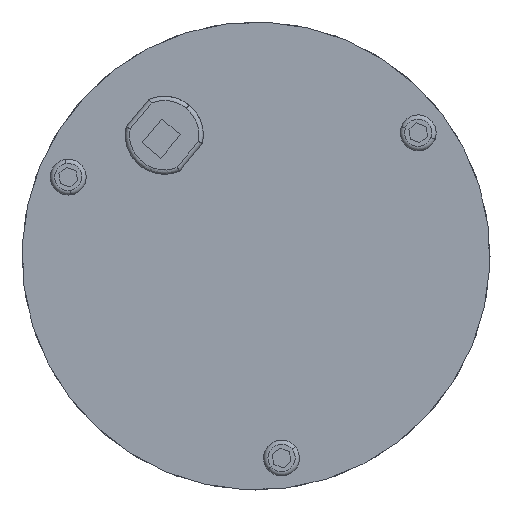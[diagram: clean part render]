
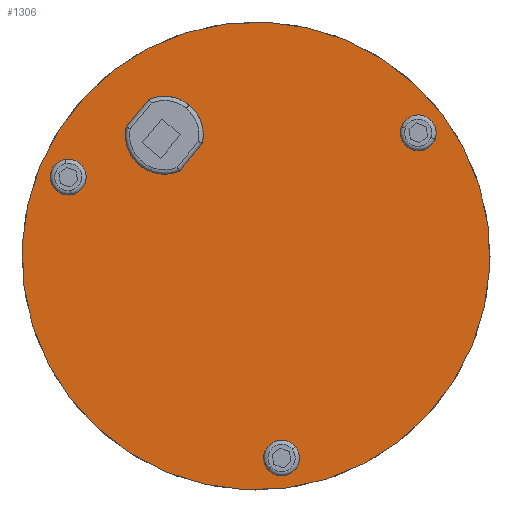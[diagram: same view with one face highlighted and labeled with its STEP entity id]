
A CAD part, front view. The second image highlights one B-rep face of the part: STEP entity #1306.
In plain terms, the highlighted face is planar.
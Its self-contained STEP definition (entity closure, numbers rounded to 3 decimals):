
#142 = DIRECTION ( 'NONE',  ( 0., 0., 1. ) ) ;
#149 = DIRECTION ( 'NONE',  ( -1., 0., 0. ) ) ;
#159 = CARTESIAN_POINT ( 'NONE',  ( 16.5, 47., 0. ) ) ;
#482 = DIRECTION ( 'NONE',  ( 0., 0., 1. ) ) ;
#602 = DIRECTION ( 'NONE',  ( 0., 0., 1. ) ) ;
#611 = DIRECTION ( 'NONE',  ( -1., 0., 0. ) ) ;
#622 = CARTESIAN_POINT ( 'NONE',  ( 16.5, -23.5, -40.703 ) ) ;
#1013 = DIRECTION ( 'NONE',  ( 0., 0., 1. ) ) ;
#1023 = DIRECTION ( 'NONE',  ( -1., 0., 0. ) ) ;
#1025 = CARTESIAN_POINT ( 'NONE',  ( 16.5, 0., 0. ) ) ;
#1049 = AXIS2_PLACEMENT_3D ( 'NONE', #4311, #4202, #4158 ) ;
#1196 = VERTEX_POINT ( 'NONE', #4444 ) ;
#1239 = DIRECTION ( 'NONE',  ( 0., 0., 1. ) ) ;
#1248 = DIRECTION ( 'NONE',  ( -1., 0., 0. ) ) ;
#1250 = CARTESIAN_POINT ( 'NONE',  ( 16.5, -30.311, -17.5 ) ) ;
#1306 = ADVANCED_FACE ( 'NONE', ( #7722, #8597, #7831, #8947, #7622 ), #3544, .F. ) ;
#1321 = CARTESIAN_POINT ( 'NONE',  ( 16.5, -23.5, -37.953 ) ) ;
#1325 = EDGE_CURVE ( 'NONE', #4070, #3393, #8485, .T. ) ;
#1691 = CARTESIAN_POINT ( 'NONE',  ( 16.5, -30.311, -25.5 ) ) ;
#1773 = CIRCLE ( 'NONE', #2462, 2.75 ) ;
#1918 = CARTESIAN_POINT ( 'NONE',  ( 16.5, 47., 2.75 ) ) ;
#1943 = EDGE_CURVE ( 'NONE', #4210, #5059, #9008, .T. ) ;
#1975 = CIRCLE ( 'NONE', #9280, 8. ) ;
#2150 = CIRCLE ( 'NONE', #3550, 2.75 ) ;
#2198 = EDGE_LOOP ( 'NONE', ( #6639, #4439 ) ) ;
#2215 = EDGE_LOOP ( 'NONE', ( #5506, #5712 ) ) ;
#2239 = VERTEX_POINT ( 'NONE', #5099 ) ;
#2295 = EDGE_LOOP ( 'NONE', ( #4889, #7084 ) ) ;
#2418 = CARTESIAN_POINT ( 'NONE',  ( 16.5, 0., 54. ) ) ;
#2452 = EDGE_LOOP ( 'NONE', ( #6889, #7362 ) ) ;
#2462 = AXIS2_PLACEMENT_3D ( 'NONE', #5378, #5363, #5361 ) ;
#2786 = EDGE_LOOP ( 'NONE', ( #7901, #5874 ) ) ;
#2902 = CIRCLE ( 'NONE', #4945, 2.75 ) ;
#3391 = DIRECTION ( 'NONE',  ( 0., 0., 1. ) ) ;
#3393 = VERTEX_POINT ( 'NONE', #5703 ) ;
#3403 = DIRECTION ( 'NONE',  ( -1., 0., 0. ) ) ;
#3405 = CARTESIAN_POINT ( 'NONE',  ( 16.5, -23.5, 40.703 ) ) ;
#3445 = CIRCLE ( 'NONE', #4436, 54. ) ;
#3457 = CIRCLE ( 'NONE', #9137, 2.75 ) ;
#3458 = EDGE_CURVE ( 'NONE', #2239, #8108, #1773, .T. ) ;
#3544 = PLANE ( 'NONE',  #7979 ) ;
#3550 = AXIS2_PLACEMENT_3D ( 'NONE', #5683, #5089, #482 ) ;
#3569 = CARTESIAN_POINT ( 'NONE',  ( 16.5, 0., -54. ) ) ;
#3598 = DIRECTION ( 'NONE',  ( -1., 0., 0. ) ) ;
#3611 = DIRECTION ( 'NONE',  ( 0., 0., 1. ) ) ;
#3634 = DIRECTION ( 'NONE',  ( 0., 0., 1. ) ) ;
#3644 = DIRECTION ( 'NONE',  ( -1., 0., 0. ) ) ;
#3650 = CARTESIAN_POINT ( 'NONE',  ( 16.5, -23.5, -40.703 ) ) ;
#3665 = CARTESIAN_POINT ( 'NONE',  ( 16.5, -23.5, -43.453 ) ) ;
#3680 = CARTESIAN_POINT ( 'NONE',  ( 16.5, 0., 0. ) ) ;
#3684 = DIRECTION ( 'NONE',  ( -1., 0., 0. ) ) ;
#3705 = DIRECTION ( 'NONE',  ( 0., 0., 1. ) ) ;
#3716 = CARTESIAN_POINT ( 'NONE',  ( 16.5, 47., -2.75 ) ) ;
#3797 = VERTEX_POINT ( 'NONE', #3665 ) ;
#3851 = EDGE_CURVE ( 'NONE', #8108, #2239, #6340, .T. ) ;
#4070 = VERTEX_POINT ( 'NONE', #2418 ) ;
#4071 = CIRCLE ( 'NONE', #1049, 8. ) ;
#4158 = DIRECTION ( 'NONE',  ( 0., 0., 1. ) ) ;
#4202 = DIRECTION ( 'NONE',  ( -1., 0., 0. ) ) ;
#4210 = VERTEX_POINT ( 'NONE', #1918 ) ;
#4311 = CARTESIAN_POINT ( 'NONE',  ( 16.5, -30.311, -17.5 ) ) ;
#4436 = AXIS2_PLACEMENT_3D ( 'NONE', #1025, #1023, #1013 ) ;
#4439 = ORIENTED_EDGE ( 'NONE', *, *, #3851, .T. ) ;
#4444 = CARTESIAN_POINT ( 'NONE',  ( 16.5, -30.311, -9.5 ) ) ;
#4472 = EDGE_CURVE ( 'NONE', #6880, #3797, #2902, .T. ) ;
#4889 = ORIENTED_EDGE ( 'NONE', *, *, #4472, .T. ) ;
#4945 = AXIS2_PLACEMENT_3D ( 'NONE', #622, #611, #602 ) ;
#4993 = EDGE_CURVE ( 'NONE', #1196, #6753, #4071, .T. ) ;
#5059 = VERTEX_POINT ( 'NONE', #3716 ) ;
#5089 = DIRECTION ( 'NONE',  ( -1., 0., 0. ) ) ;
#5096 = AXIS2_PLACEMENT_3D ( 'NONE', #3680, #3684, #3705 ) ;
#5099 = CARTESIAN_POINT ( 'NONE',  ( 16.5, -23.5, 43.453 ) ) ;
#5335 = AXIS2_PLACEMENT_3D ( 'NONE', #3405, #3403, #3391 ) ;
#5361 = DIRECTION ( 'NONE',  ( 0., 0., 1. ) ) ;
#5363 = DIRECTION ( 'NONE',  ( -1., 0., 0. ) ) ;
#5378 = CARTESIAN_POINT ( 'NONE',  ( 16.5, -23.5, 40.703 ) ) ;
#5506 = ORIENTED_EDGE ( 'NONE', *, *, #4993, .T. ) ;
#5683 = CARTESIAN_POINT ( 'NONE',  ( 16.5, 47., 0. ) ) ;
#5703 = CARTESIAN_POINT ( 'NONE',  ( 16.5, 0., -54. ) ) ;
#5712 = ORIENTED_EDGE ( 'NONE', *, *, #9286, .T. ) ;
#5874 = ORIENTED_EDGE ( 'NONE', *, *, #7448, .T. ) ;
#6340 = CIRCLE ( 'NONE', #5335, 2.75 ) ;
#6425 = EDGE_CURVE ( 'NONE', #3797, #6880, #3457, .T. ) ;
#6639 = ORIENTED_EDGE ( 'NONE', *, *, #3458, .T. ) ;
#6753 = VERTEX_POINT ( 'NONE', #1691 ) ;
#6880 = VERTEX_POINT ( 'NONE', #1321 ) ;
#6889 = ORIENTED_EDGE ( 'NONE', *, *, #1325, .F. ) ;
#6944 = EDGE_CURVE ( 'NONE', #3393, #4070, #3445, .T. ) ;
#7084 = ORIENTED_EDGE ( 'NONE', *, *, #6425, .T. ) ;
#7362 = ORIENTED_EDGE ( 'NONE', *, *, #6944, .F. ) ;
#7413 = AXIS2_PLACEMENT_3D ( 'NONE', #159, #149, #142 ) ;
#7448 = EDGE_CURVE ( 'NONE', #5059, #4210, #2150, .T. ) ;
#7622 = FACE_OUTER_BOUND ( 'NONE', #2452, .T. ) ;
#7722 = FACE_BOUND ( 'NONE', #2215, .T. ) ;
#7831 = FACE_BOUND ( 'NONE', #2198, .T. ) ;
#7901 = ORIENTED_EDGE ( 'NONE', *, *, #1943, .T. ) ;
#7979 = AXIS2_PLACEMENT_3D ( 'NONE', #3569, #3598, #3611 ) ;
#8108 = VERTEX_POINT ( 'NONE', #9299 ) ;
#8485 = CIRCLE ( 'NONE', #5096, 54. ) ;
#8597 = FACE_BOUND ( 'NONE', #2295, .T. ) ;
#8947 = FACE_BOUND ( 'NONE', #2786, .T. ) ;
#9008 = CIRCLE ( 'NONE', #7413, 2.75 ) ;
#9137 = AXIS2_PLACEMENT_3D ( 'NONE', #3650, #3644, #3634 ) ;
#9280 = AXIS2_PLACEMENT_3D ( 'NONE', #1250, #1248, #1239 ) ;
#9286 = EDGE_CURVE ( 'NONE', #6753, #1196, #1975, .T. ) ;
#9299 = CARTESIAN_POINT ( 'NONE',  ( 16.5, -23.5, 37.953 ) ) ;
